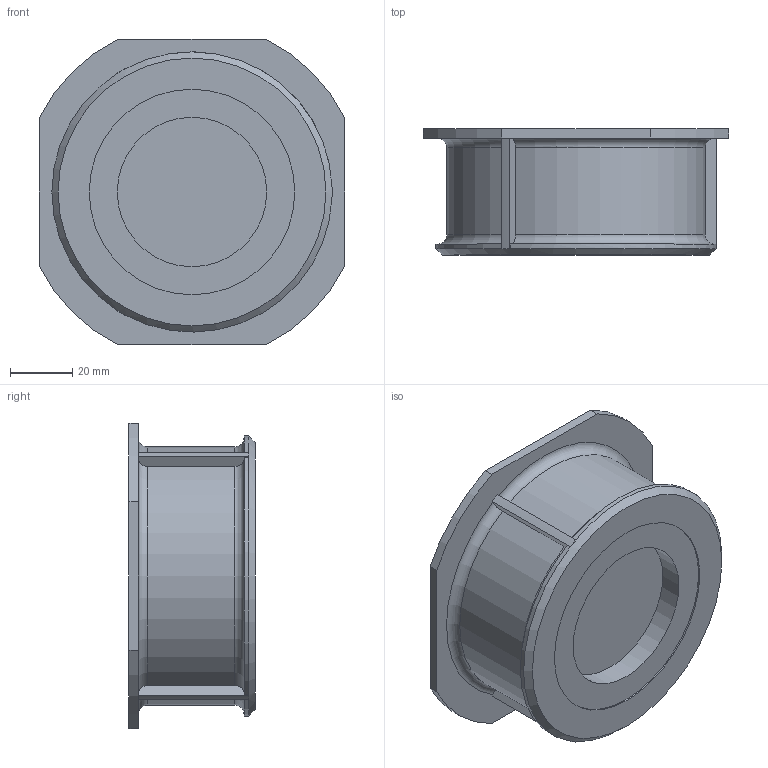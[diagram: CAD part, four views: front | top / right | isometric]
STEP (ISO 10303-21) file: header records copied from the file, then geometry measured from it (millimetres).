
FILE_DESCRIPTION(/* description */ ('STEP AP203'),/* implementation_level */ '2;1');
FILE_NAME(/* name */ 'socla_802_149B 2415',/* time_stamp */ '2023-04-04T15:18:32+02:00',/* author */ ('License CC BY-ND 4.0'),/* organization */ ('CADENAS'),/* preprocessor_version */ 'ST-DEVELOPER v19.3',/* originating_system */ 'PARTsolutions',/* authorisation */ ' ');
FILE_SCHEMA (('CONFIG_CONTROL_DESIGN'));
Length unit declared in the file: millimetre
Products named in the file (1): socla_802_149B 2415
Bounding box: 98 x 40.5 x 98 mm (x, y, z)
Volume: 177556.2 mm3; surface area: 34506.7 mm2
Topology: 1 solids, 1 shells, 51 faces, 121 edges, 78 vertices
Faces by surface type: plane 24, cylinder 18, torus 8, cone 1
Full cylindrical faces by diameter (mm): 35 x1, 48 x1, 56.5 x1, 66 x2
Entity records: 1484 total; most frequent: CARTESIAN_POINT 289, DIRECTION 252, ORIENTED_EDGE 224, EDGE_CURVE 112, AXIS2_PLACEMENT_3D 100, VERTEX_POINT 77, EDGE_LOOP 65, FACE_BOUND 65
